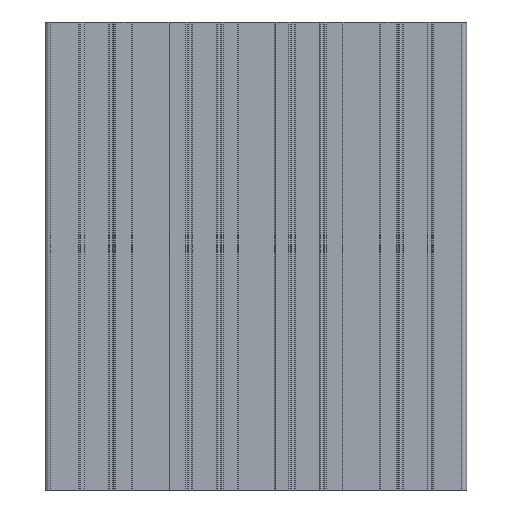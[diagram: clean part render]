
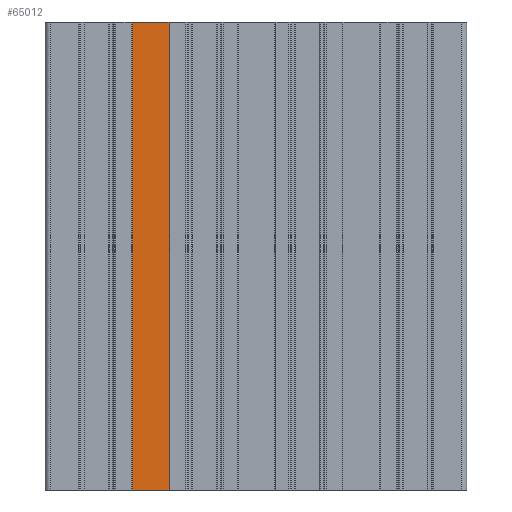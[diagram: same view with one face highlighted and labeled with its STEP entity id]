
A CAD part, left-side view. The second image highlights one B-rep face of the part: STEP entity #65012.
In plain terms, the highlighted planar face has unit normal (-1, 0, 0).
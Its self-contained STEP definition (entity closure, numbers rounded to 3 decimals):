
#44 = PLANE('',#45);
#45 = AXIS2_PLACEMENT_3D('',#46,#47,#48);
#46 = CARTESIAN_POINT('',(-10.3,78.5,0.));
#47 = DIRECTION('',(0.,0.,-1.));
#48 = DIRECTION('',(-1.,0.,0.));
#100 = PLANE('',#101);
#101 = AXIS2_PLACEMENT_3D('',#102,#103,#104);
#102 = CARTESIAN_POINT('',(-10.3,78.5,-200.));
#103 = DIRECTION('',(0.,0.,-1.));
#104 = DIRECTION('',(-1.,0.,0.));
#15171 = VERTEX_POINT('',#15172);
#15172 = CARTESIAN_POINT('',(-44.973,27.173,-200.));
#15191 = CYLINDRICAL_SURFACE('',#15192,0.2);
#15192 = AXIS2_PLACEMENT_3D('',#15193,#15194,#15195);
#15193 = CARTESIAN_POINT('',(-45.173,27.173,-200.));
#15194 = DIRECTION('',(-0.,-0.,-1.));
#15195 = DIRECTION('',(1.,0.,0.));
#15203 = EDGE_CURVE('',#15171,#15204,#15206,.T.);
#15204 = VERTEX_POINT('',#15205);
#15205 = CARTESIAN_POINT('',(-44.973,42.827,-200.));
#15206 = SURFACE_CURVE('',#15207,(#15211,#15218),.PCURVE_S1.);
#15207 = LINE('',#15208,#15209);
#15208 = CARTESIAN_POINT('',(-44.973,27.173,-200.));
#15209 = VECTOR('',#15210,1.);
#15210 = DIRECTION('',(0.,1.,0.));
#15211 = PCURVE('',#100,#15212);
#15212 = DEFINITIONAL_REPRESENTATION('',(#15213),#15217);
#15213 = LINE('',#15214,#15215);
#15214 = CARTESIAN_POINT('',(34.673,-51.327));
#15215 = VECTOR('',#15216,1.);
#15216 = DIRECTION('',(0.,1.));
#15217 = ( GEOMETRIC_REPRESENTATION_CONTEXT(2) 
PARAMETRIC_REPRESENTATION_CONTEXT() REPRESENTATION_CONTEXT('2D SPACE',''
  ) );
#15218 = PCURVE('',#15219,#15224);
#15219 = PLANE('',#15220);
#15220 = AXIS2_PLACEMENT_3D('',#15221,#15222,#15223);
#15221 = CARTESIAN_POINT('',(-44.973,27.173,-200.));
#15222 = DIRECTION('',(1.,0.,0.));
#15223 = DIRECTION('',(0.,0.,-1.));
#15224 = DEFINITIONAL_REPRESENTATION('',(#15225),#15229);
#15225 = LINE('',#15226,#15227);
#15226 = CARTESIAN_POINT('',(0.,0.));
#15227 = VECTOR('',#15228,1.);
#15228 = DIRECTION('',(0.,1.));
#15229 = ( GEOMETRIC_REPRESENTATION_CONTEXT(2) 
PARAMETRIC_REPRESENTATION_CONTEXT() REPRESENTATION_CONTEXT('2D SPACE',''
  ) );
#15252 = CYLINDRICAL_SURFACE('',#15253,0.2);
#15253 = AXIS2_PLACEMENT_3D('',#15254,#15255,#15256);
#15254 = CARTESIAN_POINT('',(-45.173,42.827,-200.));
#15255 = DIRECTION('',(-0.,-0.,-1.));
#15256 = DIRECTION('',(1.,0.,0.));
#32713 = VERTEX_POINT('',#32714);
#32714 = CARTESIAN_POINT('',(-44.973,42.827,0.));
#32740 = EDGE_CURVE('',#32741,#32713,#32743,.T.);
#32741 = VERTEX_POINT('',#32742);
#32742 = CARTESIAN_POINT('',(-44.973,27.173,0.));
#32743 = SURFACE_CURVE('',#32744,(#32748,#32755),.PCURVE_S1.);
#32744 = LINE('',#32745,#32746);
#32745 = CARTESIAN_POINT('',(-44.973,27.173,0.));
#32746 = VECTOR('',#32747,1.);
#32747 = DIRECTION('',(0.,1.,0.));
#32748 = PCURVE('',#44,#32749);
#32749 = DEFINITIONAL_REPRESENTATION('',(#32750),#32754);
#32750 = LINE('',#32751,#32752);
#32751 = CARTESIAN_POINT('',(34.673,-51.327));
#32752 = VECTOR('',#32753,1.);
#32753 = DIRECTION('',(0.,1.));
#32754 = ( GEOMETRIC_REPRESENTATION_CONTEXT(2) 
PARAMETRIC_REPRESENTATION_CONTEXT() REPRESENTATION_CONTEXT('2D SPACE',''
  ) );
#32755 = PCURVE('',#15219,#32756);
#32756 = DEFINITIONAL_REPRESENTATION('',(#32757),#32761);
#32757 = LINE('',#32758,#32759);
#32758 = CARTESIAN_POINT('',(-200.,0.));
#32759 = VECTOR('',#32760,1.);
#32760 = DIRECTION('',(0.,1.));
#32761 = ( GEOMETRIC_REPRESENTATION_CONTEXT(2) 
PARAMETRIC_REPRESENTATION_CONTEXT() REPRESENTATION_CONTEXT('2D SPACE',''
  ) );
#64989 = EDGE_CURVE('',#15204,#32713,#64990,.T.);
#64990 = SURFACE_CURVE('',#64991,(#64995,#65002),.PCURVE_S1.);
#64991 = LINE('',#64992,#64993);
#64992 = CARTESIAN_POINT('',(-44.973,42.827,-200.));
#64993 = VECTOR('',#64994,1.);
#64994 = DIRECTION('',(0.,0.,1.));
#64995 = PCURVE('',#15252,#64996);
#64996 = DEFINITIONAL_REPRESENTATION('',(#64997),#65001);
#64997 = LINE('',#64998,#64999);
#64998 = CARTESIAN_POINT('',(6.283,0.));
#64999 = VECTOR('',#65000,1.);
#65000 = DIRECTION('',(0.,-1.));
#65001 = ( GEOMETRIC_REPRESENTATION_CONTEXT(2) 
PARAMETRIC_REPRESENTATION_CONTEXT() REPRESENTATION_CONTEXT('2D SPACE',''
  ) );
#65002 = PCURVE('',#15219,#65003);
#65003 = DEFINITIONAL_REPRESENTATION('',(#65004),#65008);
#65004 = LINE('',#65005,#65006);
#65005 = CARTESIAN_POINT('',(0.,15.654));
#65006 = VECTOR('',#65007,1.);
#65007 = DIRECTION('',(-1.,0.));
#65008 = ( GEOMETRIC_REPRESENTATION_CONTEXT(2) 
PARAMETRIC_REPRESENTATION_CONTEXT() REPRESENTATION_CONTEXT('2D SPACE',''
  ) );
#65012 = ADVANCED_FACE('',(#65013),#15219,.F.);
#65013 = FACE_BOUND('',#65014,.T.);
#65014 = EDGE_LOOP('',(#65015,#65016,#65017,#65018));
#65015 = ORIENTED_EDGE('',*,*,#32740,.T.);
#65016 = ORIENTED_EDGE('',*,*,#64989,.F.);
#65017 = ORIENTED_EDGE('',*,*,#15203,.F.);
#65018 = ORIENTED_EDGE('',*,*,#65019,.T.);
#65019 = EDGE_CURVE('',#15171,#32741,#65020,.T.);
#65020 = SURFACE_CURVE('',#65021,(#65025,#65032),.PCURVE_S1.);
#65021 = LINE('',#65022,#65023);
#65022 = CARTESIAN_POINT('',(-44.973,27.173,-200.));
#65023 = VECTOR('',#65024,1.);
#65024 = DIRECTION('',(0.,0.,1.));
#65025 = PCURVE('',#15219,#65026);
#65026 = DEFINITIONAL_REPRESENTATION('',(#65027),#65031);
#65027 = LINE('',#65028,#65029);
#65028 = CARTESIAN_POINT('',(0.,0.));
#65029 = VECTOR('',#65030,1.);
#65030 = DIRECTION('',(-1.,0.));
#65031 = ( GEOMETRIC_REPRESENTATION_CONTEXT(2) 
PARAMETRIC_REPRESENTATION_CONTEXT() REPRESENTATION_CONTEXT('2D SPACE',''
  ) );
#65032 = PCURVE('',#15191,#65033);
#65033 = DEFINITIONAL_REPRESENTATION('',(#65034),#65038);
#65034 = LINE('',#65035,#65036);
#65035 = CARTESIAN_POINT('',(0.,0.));
#65036 = VECTOR('',#65037,1.);
#65037 = DIRECTION('',(0.,-1.));
#65038 = ( GEOMETRIC_REPRESENTATION_CONTEXT(2) 
PARAMETRIC_REPRESENTATION_CONTEXT() REPRESENTATION_CONTEXT('2D SPACE',''
  ) );
